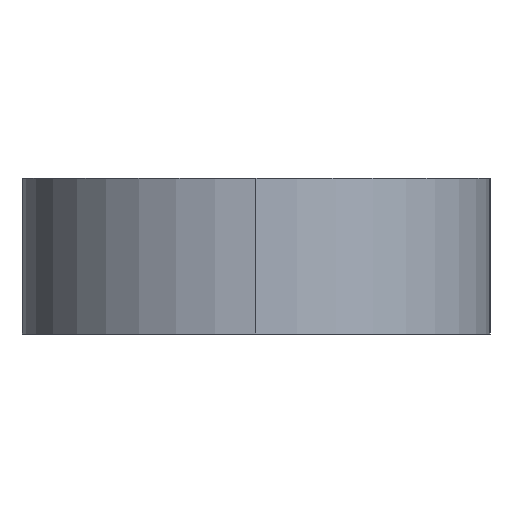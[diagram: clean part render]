
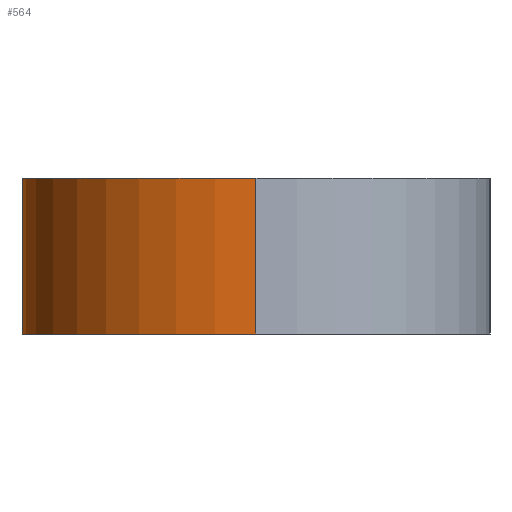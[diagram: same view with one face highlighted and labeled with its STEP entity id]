
A CAD part, left-side view. The second image highlights one B-rep face of the part: STEP entity #564.
In plain terms, the highlighted cylindrical face has radius 0.75 mm (diameter 1.5 mm), a partial arc.
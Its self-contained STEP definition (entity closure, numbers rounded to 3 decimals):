
#238=CARTESIAN_POINT('POINT24',(-5.,0.,
   6.936));
#239=VERTEX_POINT('VERTEX24',#238);
#240=CARTESIAN_POINT('POS20',(-4.25,0.,6.936));
#241=DIRECTION('DIR35',(0.,0.,-1.));
#242=DIRECTION('DIR36',(0.,1.,0.));
#243=AXIS2_PLACEMENT_3D('AXIS16',#240,#241,#242);
#244=CIRCLE('ELLIPSE12',#243,0.75);
#247=CARTESIAN_POINT('POINT25',(-4.25,0.75,6.936));
#248=VERTEX_POINT('VERTEX25',#247);
#249=EDGE_CURVE('EDGE28',#239,#248,#244,.T.);
#533=CARTESIAN_POINT('POINT44',(-5.,0.,
   7.436));
#534=VERTEX_POINT('VERTEX44',#533);
#535=CARTESIAN_POINT('POS51',(-5.,0.,7.436
   ));
#536=DIRECTION('DIR80',(0.,0.,-1.));
#537=VECTOR('VEC22',#536,1.);
#538=LINE('STRAIGHT22',#535,#537);
#539=EDGE_CURVE('EDGE58',#534,#239,#538,.T.);
#540=ORIENTED_EDGE('COEDGE90',*,*,#539,.F.);
#541=CARTESIAN_POINT('POINT45',(-4.25,0.75,7.436));
#542=VERTEX_POINT('VERTEX45',#541);
#543=CARTESIAN_POINT('POS52',(-4.25,0.,7.436));
#544=DIRECTION('DIR81',(0.,0.,-1.));
#545=DIRECTION('DIR82',(0.,1.,0.));
#546=AXIS2_PLACEMENT_3D('AXIS30',#543,#544,#545);
#547=CIRCLE('ELLIPSE19',#546,0.75);
#548=EDGE_CURVE('EDGE59',#534,#542,#547,.T.);
#549=ORIENTED_EDGE('COEDGE91',*,*,#548,.T.);
#550=CARTESIAN_POINT('POS53',(-4.25,0.75,7.436));
#551=DIRECTION('DIR83',(0.,0.,1.));
#552=VECTOR('VEC23',#551,1.);
#553=LINE('STRAIGHT23',#550,#552);
#554=EDGE_CURVE('EDGE60',#248,#542,#553,.T.);
#555=ORIENTED_EDGE('COEDGE92',*,*,#554,.F.);
#556=ORIENTED_EDGE('COEDGE93',*,*,#249,.F.);
#557=EDGE_LOOP('NONE',(#540,#549,#555,#556));
#558=FACE_BOUND('LOOP1',#557,.T.);
#559=CARTESIAN_POINT('POS54',(-4.25,0.,7.436));
#560=DIRECTION('DIR84',(0.,0.,1.));
#561=DIRECTION('DIR85',(1.,0.,0.));
#562=AXIS2_PLACEMENT_3D('AXIS31',#559,#560,#561);
#563=CYLINDRICAL_SURFACE('CONE_SURF7',#562,0.75);
#564=ADVANCED_FACE('FACE18',(#558),#563,.T.);
